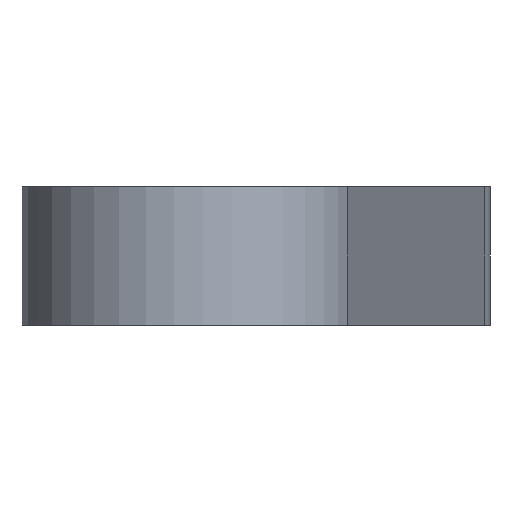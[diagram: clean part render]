
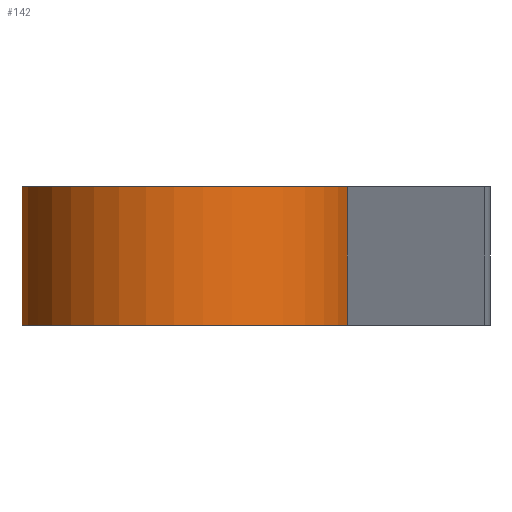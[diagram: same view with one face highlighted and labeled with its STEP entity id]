
A CAD part, front view. The second image highlights one B-rep face of the part: STEP entity #142.
In plain terms, the highlighted cylindrical face has radius 17.89 mm (diameter 35.78 mm), a partial arc.
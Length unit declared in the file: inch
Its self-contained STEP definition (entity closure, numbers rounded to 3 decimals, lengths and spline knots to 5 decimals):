
#9 = CIRCLE ( 'NONE', #372, 0.70432 ) ;
#24 = DIRECTION ( 'NONE',  ( 0., 0., -1. ) ) ;
#27 = AXIS2_PLACEMENT_3D ( 'NONE', #204, #500, #240 ) ;
#32 = CARTESIAN_POINT ( 'NONE',  ( 0.75244, -0.12516, -0.29528 ) ) ;
#50 = CARTESIAN_POINT ( 'NONE',  ( 0.75244, -0.12516, 0.29528 ) ) ;
#69 = CARTESIAN_POINT ( 'NONE',  ( 0.75244, -0.12516, 0.29528 ) ) ;
#73 = CIRCLE ( 'NONE', #27, 0.70432 ) ;
#79 = CARTESIAN_POINT ( 'NONE',  ( -0.61195, 0.22516, 0.29528 ) ) ;
#105 = VERTEX_POINT ( 'NONE', #50 ) ;
#108 = DIRECTION ( 'NONE',  ( 0., 0., 1. ) ) ;
#142 = ADVANCED_FACE ( 'NONE', ( #172 ), #434, .T. ) ;
#150 = CARTESIAN_POINT ( 'NONE',  ( 0.07024, 0.05, 0. ) ) ;
#172 = FACE_OUTER_BOUND ( 'NONE', #235, .T. ) ;
#192 = DIRECTION ( 'NONE',  ( 0., 0., 1. ) ) ;
#204 = CARTESIAN_POINT ( 'NONE',  ( 0.07024, 0.05, 0.29528 ) ) ;
#207 = ORIENTED_EDGE ( 'NONE', *, *, #423, .T. ) ;
#212 = CARTESIAN_POINT ( 'NONE',  ( -0.61195, 0.22516, -0.29528 ) ) ;
#235 = EDGE_LOOP ( 'NONE', ( #321, #516, #441, #207 ) ) ;
#240 = DIRECTION ( 'NONE',  ( -0.969, 0.249, 0. ) ) ;
#272 = LINE ( 'NONE', #79, #531 ) ;
#292 = VECTOR ( 'NONE', #24, 39.37008 ) ;
#295 = EDGE_CURVE ( 'NONE', #105, #421, #382, .T. ) ;
#300 = EDGE_CURVE ( 'NONE', #492, #421, #9, .T. ) ;
#321 = ORIENTED_EDGE ( 'NONE', *, *, #300, .T. ) ;
#326 = DIRECTION ( 'NONE',  ( 0., 0., -1. ) ) ;
#339 = DIRECTION ( 'NONE',  ( 1., 0., 0. ) ) ;
#362 = CARTESIAN_POINT ( 'NONE',  ( -0.61195, 0.22516, 0.29528 ) ) ;
#368 = EDGE_CURVE ( 'NONE', #442, #105, #73, .T. ) ;
#372 = AXIS2_PLACEMENT_3D ( 'NONE', #404, #108, #498 ) ;
#379 = AXIS2_PLACEMENT_3D ( 'NONE', #150, #192, #339 ) ;
#382 = LINE ( 'NONE', #69, #292 ) ;
#404 = CARTESIAN_POINT ( 'NONE',  ( 0.07024, 0.05, -0.29528 ) ) ;
#421 = VERTEX_POINT ( 'NONE', #32 ) ;
#423 = EDGE_CURVE ( 'NONE', #442, #492, #272, .T. ) ;
#434 = CYLINDRICAL_SURFACE ( 'NONE', #379, 0.70432 ) ;
#441 = ORIENTED_EDGE ( 'NONE', *, *, #368, .F. ) ;
#442 = VERTEX_POINT ( 'NONE', #362 ) ;
#492 = VERTEX_POINT ( 'NONE', #212 ) ;
#498 = DIRECTION ( 'NONE',  ( -0.969, 0.249, 0. ) ) ;
#500 = DIRECTION ( 'NONE',  ( 0., 0., 1. ) ) ;
#516 = ORIENTED_EDGE ( 'NONE', *, *, #295, .F. ) ;
#531 = VECTOR ( 'NONE', #326, 39.37008 ) ;
